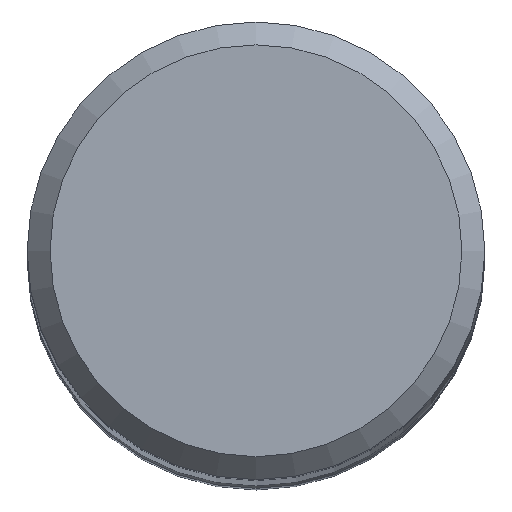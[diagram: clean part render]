
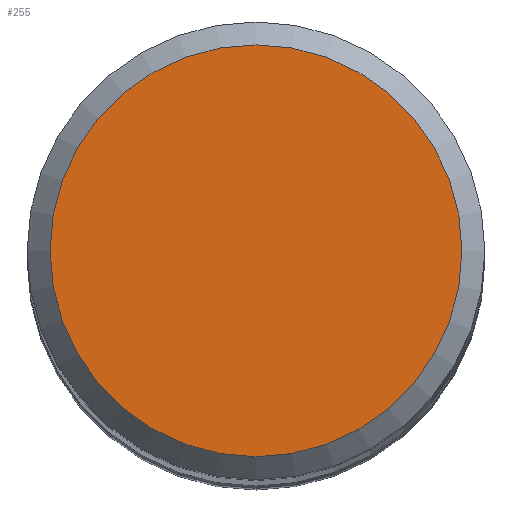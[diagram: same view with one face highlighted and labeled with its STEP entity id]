
A CAD part, top view. The second image highlights one B-rep face of the part: STEP entity #255.
In plain terms, the highlighted planar face has unit normal (0, 0, 1).
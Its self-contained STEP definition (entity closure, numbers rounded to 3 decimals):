
#215 = VERTEX_POINT('', #216);
#216 = CARTESIAN_POINT('', (-2.7, 0., 0.));
#222 = EDGE_CURVE('', #215, #215, #223, .T.);
#223 = CIRCLE('', #224, 2.7);
#224 = AXIS2_PLACEMENT_3D('', #225, #226, #227);
#225 = CARTESIAN_POINT('', (0., 0., 0.));
#226 = DIRECTION('', (0., 0., -1.));
#227 = DIRECTION('', (-1., 0., 0.));
#255 = ADVANCED_FACE('', (#256), #259, .T.);
#256 = FACE_OUTER_BOUND('', #257, .T.);
#257 = EDGE_LOOP('', (#258));
#258 = ORIENTED_EDGE('', *, *, #222, .F.);
#259 = PLANE('', #260);
#260 = AXIS2_PLACEMENT_3D('', #261, #262, #263);
#261 = CARTESIAN_POINT('', (4.2, -4.2, 0.));
#262 = DIRECTION('', (0., 0., 1.));
#263 = DIRECTION('', (0., 1., 0.));
